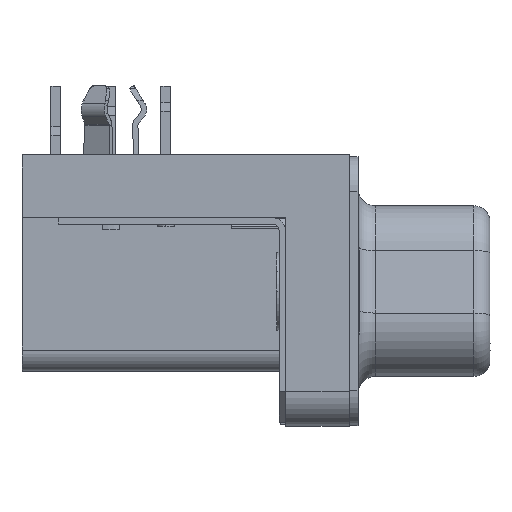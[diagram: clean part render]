
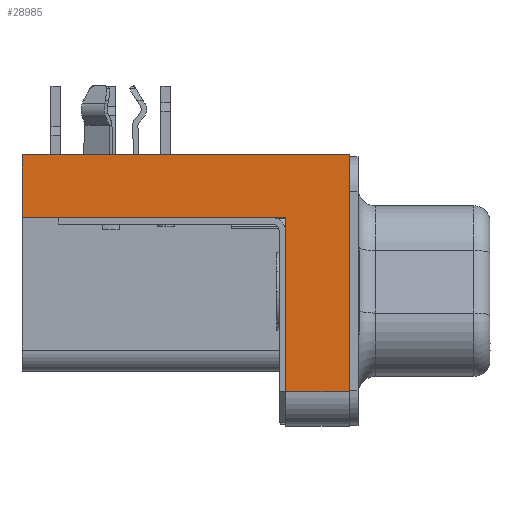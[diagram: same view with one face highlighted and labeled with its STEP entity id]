
A CAD part, left-side view. The second image highlights one B-rep face of the part: STEP entity #28985.
In plain terms, the highlighted planar face has unit normal (-1, 0, 0).
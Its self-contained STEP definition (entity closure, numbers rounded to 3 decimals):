
#658=DIRECTION('',(0.,0.,1.));
#659=VECTOR('',#658,2.9);
#660=CARTESIAN_POINT('',(-19.66,15.13,-2.9));
#661=LINE('5062',#660,#659);
#740=DIRECTION('',(0.,1.,0.));
#741=VECTOR('',#740,15.13);
#742=CARTESIAN_POINT('',(-19.66,0.,0.));
#743=LINE('5072',#742,#741);
#1559=DIRECTION('',(0.,0.,1.));
#1560=VECTOR('',#1559,8.05);
#1561=CARTESIAN_POINT('',(-19.66,2.95,-10.95));
#1562=LINE('5067',#1561,#1560);
#2707=DIRECTION('',(0.,0.,1.));
#2708=VECTOR('',#2707,10.95);
#2709=CARTESIAN_POINT('',(-19.66,0.,-10.95));
#2710=LINE('5055',#2709,#2708);
#2873=DIRECTION('',(0.,1.,0.));
#2874=VECTOR('',#2873,12.18);
#2875=CARTESIAN_POINT('',(-19.66,2.95,-2.9));
#2876=LINE('5068',#2875,#2874);
#2877=DIRECTION('',(0.,1.,0.));
#2878=VECTOR('',#2877,2.95);
#2879=CARTESIAN_POINT('',(-19.66,0.,-10.95));
#2880=LINE('5061',#2879,#2878);
#20423=CARTESIAN_POINT('',(-19.66,0.,-10.95));
#20425=VERTEX_POINT('',#20423);
#20426=CARTESIAN_POINT('',(-19.66,0.,0.));
#20427=VERTEX_POINT('',#20426);
#20433=CARTESIAN_POINT('',(-19.66,2.95,-10.95));
#20435=VERTEX_POINT('',#20433);
#20436=CARTESIAN_POINT('',(-19.66,15.13,-2.9));
#20437=CARTESIAN_POINT('',(-19.66,15.13,0.));
#20438=VERTEX_POINT('',#20436);
#20439=VERTEX_POINT('',#20437);
#20450=CARTESIAN_POINT('',(-19.66,2.95,-2.9));
#20451=VERTEX_POINT('',#20450);
#28971=CARTESIAN_POINT('',(-19.66,0.,-10.95));
#28972=DIRECTION('',(-1.,0.,0.));
#28973=DIRECTION('',(0.,0.,1.));
#28974=AXIS2_PLACEMENT_3D('',#28971,#28972,#28973);
#28975=PLANE('3583',#28974);
#28976=ORIENTED_EDGE('5067',*,*,#26573,.T.);
#28978=ORIENTED_EDGE('5068',*,*,#28977,.T.);
#28979=ORIENTED_EDGE('5062',*,*,#25471,.T.);
#28980=ORIENTED_EDGE('5072',*,*,#25554,.F.);
#28981=ORIENTED_EDGE('5055',*,*,#28563,.F.);
#28982=ORIENTED_EDGE('5061',*,*,#28959,.T.);
#28983=EDGE_LOOP('3583',(#28976,#28978,#28979,#28980,#28981,#28982));
#28984=FACE_OUTER_BOUND('3583',#28983,.F.);
#28985=ADVANCED_FACE('3583',(#28984),#28975,.T.);
#25471=EDGE_CURVE('5062',#20438,#20439,#661,.T.);
#25554=EDGE_CURVE('5072',#20427,#20439,#743,.T.);
#26573=EDGE_CURVE('5067',#20435,#20451,#1562,.T.);
#28563=EDGE_CURVE('5055',#20425,#20427,#2710,.T.);
#28959=EDGE_CURVE('5061',#20425,#20435,#2880,.T.);
#28977=EDGE_CURVE('5068',#20451,#20438,#2876,.T.);
